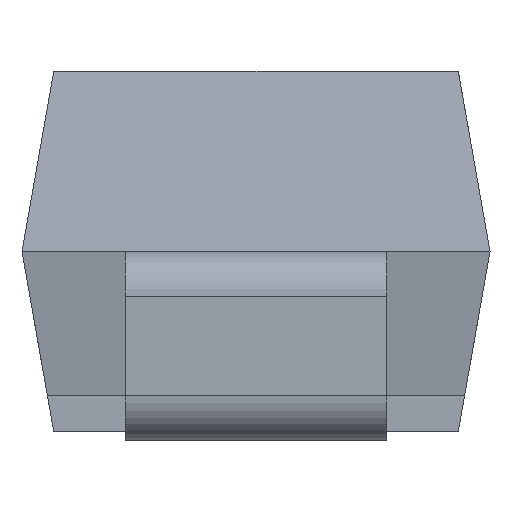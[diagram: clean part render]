
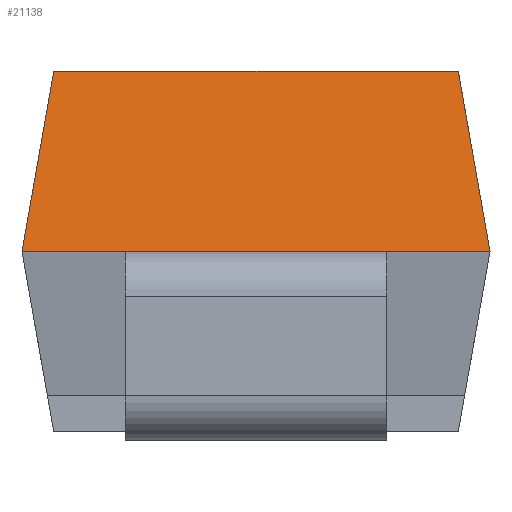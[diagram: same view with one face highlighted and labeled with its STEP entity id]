
A CAD part, left-side view. The second image highlights one B-rep face of the part: STEP entity #21138.
In plain terms, the highlighted planar face has unit normal (-0.985, 0, 0.174).
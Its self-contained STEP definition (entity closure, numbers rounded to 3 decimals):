
#448 = EDGE_CURVE ( 'NONE', #14438, #18196, #3265, .T. ) ;
#699 = LINE ( 'NONE', #21466, #8650 ) ;
#843 = AXIS2_PLACEMENT_3D ( 'NONE', #7725, #14615, #11308 ) ;
#1051 = CARTESIAN_POINT ( 'NONE',  ( -2.099, 1.124, 1. ) ) ;
#2262 = VECTOR ( 'NONE', #10399, 1000. ) ;
#2279 = LINE ( 'NONE', #19708, #9307 ) ;
#3084 = ORIENTED_EDGE ( 'NONE', *, *, #448, .F. ) ;
#3265 = LINE ( 'NONE', #20615, #2262 ) ;
#3680 = LINE ( 'NONE', #19976, #7509 ) ;
#4026 = ORIENTED_EDGE ( 'NONE', *, *, #7132, .T. ) ;
#4531 = ORIENTED_EDGE ( 'NONE', *, *, #7819, .F. ) ;
#4786 = DIRECTION ( 'NONE',  ( 0., -1., 0. ) ) ;
#5157 = CARTESIAN_POINT ( 'NONE',  ( -2.275, 0.725, 0. ) ) ;
#5597 = DIRECTION ( 'NONE',  ( 0., -1., 0. ) ) ;
#5851 = VERTEX_POINT ( 'NONE', #11826 ) ;
#5977 = CARTESIAN_POINT ( 'NONE',  ( -2.099, -1.124, 1. ) ) ;
#6509 = ORIENTED_EDGE ( 'NONE', *, *, #7853, .T. ) ;
#7132 = EDGE_CURVE ( 'NONE', #5851, #9872, #10580, .T. ) ;
#7208 = EDGE_LOOP ( 'NONE', ( #10461, #4026, #6509, #3084, #4531, #17664 ) ) ;
#7509 = VECTOR ( 'NONE', #17948, 1000. ) ;
#7606 = DIRECTION ( 'NONE',  ( -0.171, 0.171, -0.97 ) ) ;
#7720 = VECTOR ( 'NONE', #5597, 1000. ) ;
#7725 = CARTESIAN_POINT ( 'NONE',  ( -2.275, 1.3, 0. ) ) ;
#7809 = VERTEX_POINT ( 'NONE', #20777 ) ;
#7819 = EDGE_CURVE ( 'NONE', #16896, #14438, #3680, .T. ) ;
#7853 = EDGE_CURVE ( 'NONE', #9872, #18196, #8186, .T. ) ;
#8186 = LINE ( 'NONE', #20294, #14729 ) ;
#8650 = VECTOR ( 'NONE', #16175, 1000. ) ;
#9307 = VECTOR ( 'NONE', #7606, 1000. ) ;
#9872 = VERTEX_POINT ( 'NONE', #10984 ) ;
#10092 = EDGE_CURVE ( 'NONE', #7809, #5851, #699, .T. ) ;
#10250 = CARTESIAN_POINT ( 'NONE',  ( -2.275, -1.3, 0. ) ) ;
#10399 = DIRECTION ( 'NONE',  ( -0.171, -0.171, -0.97 ) ) ;
#10461 = ORIENTED_EDGE ( 'NONE', *, *, #10092, .T. ) ;
#10580 = LINE ( 'NONE', #5157, #7720 ) ;
#10984 = CARTESIAN_POINT ( 'NONE',  ( -2.275, -0.725, 0. ) ) ;
#11308 = DIRECTION ( 'NONE',  ( 0.174, 0., 0.985 ) ) ;
#11826 = CARTESIAN_POINT ( 'NONE',  ( -2.275, 0.725, 0. ) ) ;
#14181 = EDGE_CURVE ( 'NONE', #16896, #7809, #2279, .T. ) ;
#14438 = VERTEX_POINT ( 'NONE', #5977 ) ;
#14515 = FACE_OUTER_BOUND ( 'NONE', #7208, .T. ) ;
#14615 = DIRECTION ( 'NONE',  ( -0.985, 0., 0.174 ) ) ;
#14729 = VECTOR ( 'NONE', #4786, 1000. ) ;
#16175 = DIRECTION ( 'NONE',  ( 0., -1., 0. ) ) ;
#16315 = PLANE ( 'NONE',  #843 ) ;
#16896 = VERTEX_POINT ( 'NONE', #1051 ) ;
#17664 = ORIENTED_EDGE ( 'NONE', *, *, #14181, .T. ) ;
#17948 = DIRECTION ( 'NONE',  ( 0., -1., 0. ) ) ;
#18196 = VERTEX_POINT ( 'NONE', #10250 ) ;
#19708 = CARTESIAN_POINT ( 'NONE',  ( -2.275, 1.3, 0. ) ) ;
#19976 = CARTESIAN_POINT ( 'NONE',  ( -2.099, 1.3, 1. ) ) ;
#20294 = CARTESIAN_POINT ( 'NONE',  ( -2.275, 1.3, 0. ) ) ;
#20615 = CARTESIAN_POINT ( 'NONE',  ( -2.275, -1.3, 0. ) ) ;
#20777 = CARTESIAN_POINT ( 'NONE',  ( -2.275, 1.3, 0. ) ) ;
#21138 = ADVANCED_FACE ( 'NONE', ( #14515 ), #16315, .T. ) ;
#21466 = CARTESIAN_POINT ( 'NONE',  ( -2.275, 1.3, 0. ) ) ;
